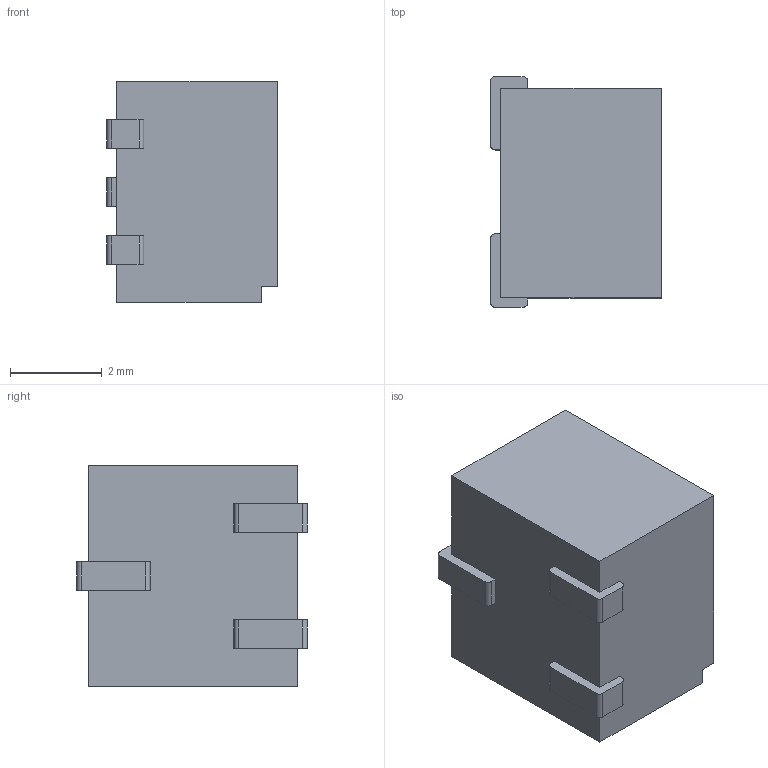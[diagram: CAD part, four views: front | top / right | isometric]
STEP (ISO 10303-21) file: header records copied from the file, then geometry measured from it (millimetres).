
FILE_DESCRIPTION((''),'2;1');
FILE_NAME('45J','2013-02-27T',('BMozley'),(''),'PRO/ENGINEER BY PARAMETRIC TECHNOLOGY CORPORATION, 2012480','PRO/ENGINEER BY PARAMETRIC TECHNOLOGY CORPORATION, 2012480','');
FILE_SCHEMA(('CONFIG_CONTROL_DESIGN'));
Length unit declared in the file: millimetre
Products named in the file (1): 45J
Bounding box: 3.73 x 5.03 x 4.83 mm (x, y, z)
Volume: 77.5 mm3; surface area: 119.3 mm2
Topology: 1 solids, 1 shells, 45 faces, 123 edges, 82 vertices
Faces by surface type: plane 32, cylinder 13
Entity records: 1465 total; most frequent: CARTESIAN_POINT 250, ORIENTED_EDGE 246, DIRECTION 243, EDGE_CURVE 123, VECTOR 93, LINE 93, VERTEX_POINT 82, AXIS2_PLACEMENT_3D 75
